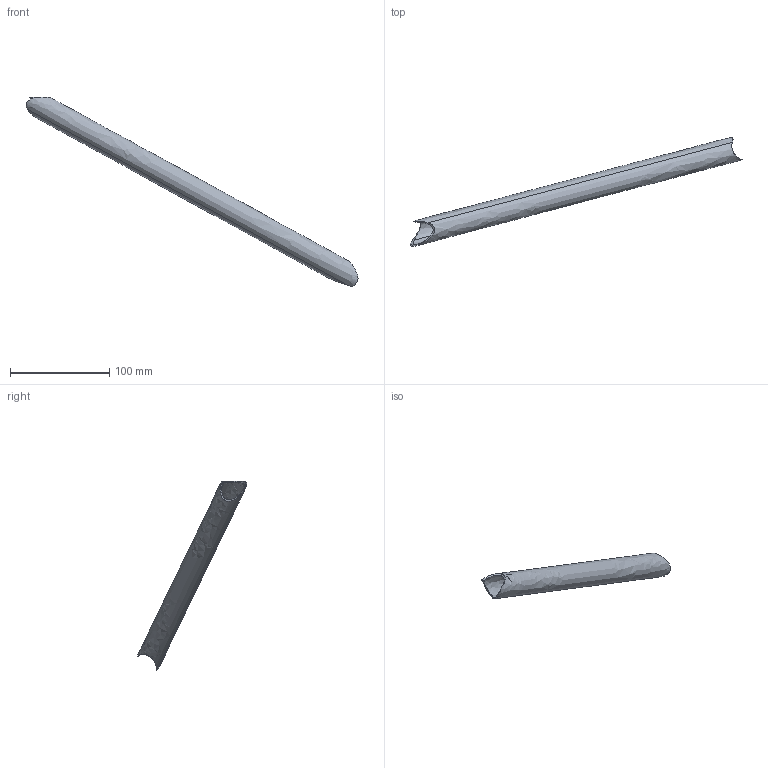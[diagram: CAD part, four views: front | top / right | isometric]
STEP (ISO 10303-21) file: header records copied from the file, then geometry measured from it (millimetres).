
FILE_DESCRIPTION(('CATIA V5 STEP Exchange'),'2;1');
FILE_NAME('8.stp','2018-12-01T17:18:29+00:00',('none'),('none'),'CATIA Version 5 Release 19 SP 2 (IN-10)','CATIA V5 STEP AP203','none');
FILE_SCHEMA(('CONFIG_CONTROL_DESIGN'));
Length unit declared in the file: millimetre
Products named in the file (1): Symmetry of Shape_781
Bounding box: 334.27 x 110.37 x 191 mm (x, y, z)
Volume: 40015.2 mm3; surface area: 53776.1 mm2
Topology: 1 solids, 1 shells, 14 faces, 41 edges, 27 vertices
Faces by surface type: cylinder 9, bspline 5
Entity records: 892 total; most frequent: CARTESIAN_POINT 592, ORIENTED_EDGE 82, EDGE_CURVE 41, B_SPLINE_CURVE_WITH_KNOTS 34, VERTEX_POINT 27, ADVANCED_FACE 14, EDGE_LOOP 14, FACE_OUTER_BOUND 14
